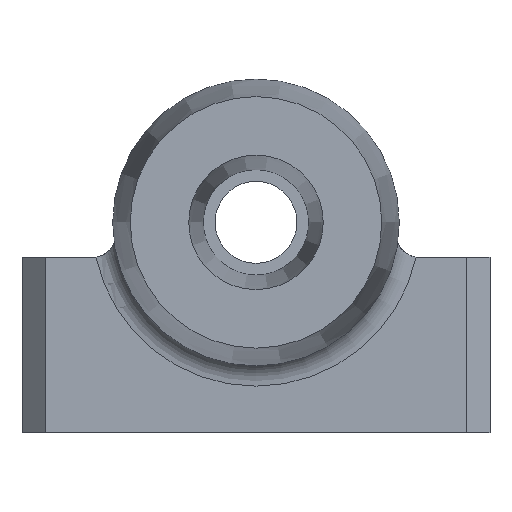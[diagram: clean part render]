
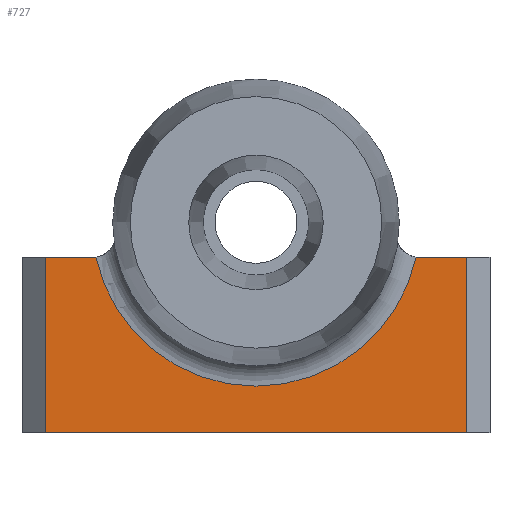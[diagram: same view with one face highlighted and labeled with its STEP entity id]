
A CAD part, front view. The second image highlights one B-rep face of the part: STEP entity #727.
In plain terms, the highlighted planar face has unit normal (0, -1, 0).
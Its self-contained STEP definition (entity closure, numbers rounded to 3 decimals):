
#40=PLANE('',#804);
#71=FACE_OUTER_BOUND('',#116,.T.);
#116=EDGE_LOOP('',(#547,#548,#549,#550,#551,#552,#553,#554));
#171=CIRCLE('',#796,14.);
#173=CIRCLE('',#799,2.);
#174=CIRCLE('',#801,2.);
#225=LINE('',#1274,#274);
#228=LINE('',#1280,#277);
#229=LINE('',#1282,#278);
#230=LINE('',#1284,#279);
#231=LINE('',#1285,#280);
#274=VECTOR('',#948,10.);
#277=VECTOR('',#953,10.);
#278=VECTOR('',#954,10.);
#279=VECTOR('',#955,10.);
#280=VECTOR('',#956,10.);
#327=VERTEX_POINT('',#1165);
#328=VERTEX_POINT('',#1166);
#331=VERTEX_POINT('',#1201);
#337=VERTEX_POINT('',#1267);
#338=VERTEX_POINT('',#1273);
#340=VERTEX_POINT('',#1279);
#341=VERTEX_POINT('',#1281);
#342=VERTEX_POINT('',#1283);
#403=EDGE_CURVE('',#327,#328,#171,.T.);
#408=EDGE_CURVE('',#328,#331,#173,.T.);
#416=EDGE_CURVE('',#337,#327,#174,.T.);
#419=EDGE_CURVE('',#338,#331,#225,.T.);
#422=EDGE_CURVE('',#337,#340,#228,.T.);
#423=EDGE_CURVE('',#341,#340,#229,.T.);
#424=EDGE_CURVE('',#341,#342,#230,.T.);
#425=EDGE_CURVE('',#338,#342,#231,.T.);
#547=ORIENTED_EDGE('',*,*,#403,.F.);
#548=ORIENTED_EDGE('',*,*,#416,.F.);
#549=ORIENTED_EDGE('',*,*,#422,.T.);
#550=ORIENTED_EDGE('',*,*,#423,.F.);
#551=ORIENTED_EDGE('',*,*,#424,.T.);
#552=ORIENTED_EDGE('',*,*,#425,.F.);
#553=ORIENTED_EDGE('',*,*,#419,.T.);
#554=ORIENTED_EDGE('',*,*,#408,.F.);
#727=ADVANCED_FACE('',(#71),#40,.T.);
#796=AXIS2_PLACEMENT_3D('',#1167,#926,#927);
#799=AXIS2_PLACEMENT_3D('',#1202,#933,#934);
#801=AXIS2_PLACEMENT_3D('',#1269,#941,#942);
#804=AXIS2_PLACEMENT_3D('',#1278,#951,#952);
#926=DIRECTION('center_axis',(0.,-1.,0.));
#927=DIRECTION('ref_axis',(0.,0.,-1.));
#933=DIRECTION('center_axis',(0.,-1.,0.));
#934=DIRECTION('ref_axis',(-0.732,0.,-0.681));
#941=DIRECTION('center_axis',(0.,-1.,0.));
#942=DIRECTION('ref_axis',(0.732,0.,-0.681));
#948=DIRECTION('',(-1.,0.,0.));
#951=DIRECTION('center_axis',(0.,-1.,0.));
#952=DIRECTION('ref_axis',(1.,0.,0.));
#953=DIRECTION('',(-1.,0.,0.));
#954=DIRECTION('',(0.,0.,1.));
#955=DIRECTION('',(1.,0.,0.));
#956=DIRECTION('',(0.,0.,-1.));
#1165=CARTESIAN_POINT('',(-13.679,-30.,-2.98));
#1166=CARTESIAN_POINT('',(13.679,-30.,-2.98));
#1167=CARTESIAN_POINT('Origin',(0.,-30.,0.));
#1201=CARTESIAN_POINT('',(13.964,-30.,-3.));
#1202=CARTESIAN_POINT('Origin',(13.964,-30.,-1.));
#1267=CARTESIAN_POINT('',(-13.964,-30.,-3.));
#1269=CARTESIAN_POINT('Origin',(-13.964,-30.,-1.));
#1273=CARTESIAN_POINT('',(18.,-30.,-3.));
#1274=CARTESIAN_POINT('',(20.,-30.,-3.));
#1278=CARTESIAN_POINT('Origin',(0.,-30.,-6.5));
#1279=CARTESIAN_POINT('',(-18.,-30.,-3.));
#1280=CARTESIAN_POINT('',(20.,-30.,-3.));
#1281=CARTESIAN_POINT('',(-18.,-30.,-18.));
#1282=CARTESIAN_POINT('',(-18.,-30.,-4.75));
#1283=CARTESIAN_POINT('',(18.,-30.,-18.));
#1284=CARTESIAN_POINT('',(-20.,-30.,-18.));
#1285=CARTESIAN_POINT('',(18.,-30.,-12.25));
